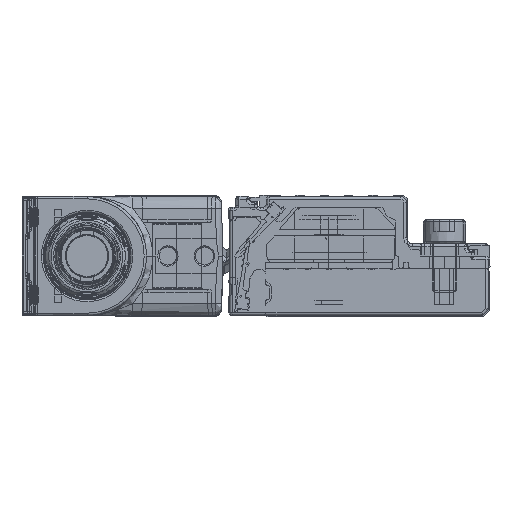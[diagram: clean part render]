
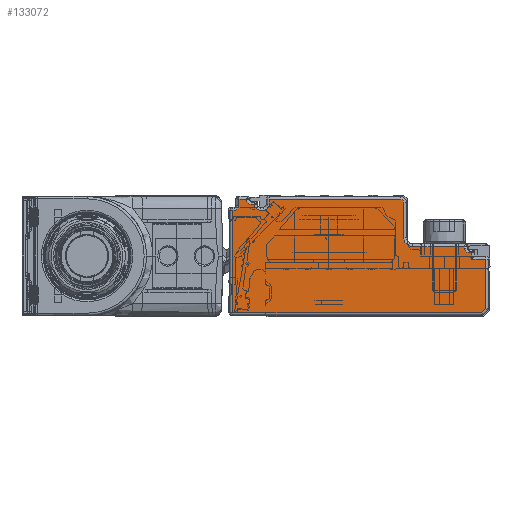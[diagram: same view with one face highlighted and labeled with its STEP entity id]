
A CAD part, left-side view. The second image highlights one B-rep face of the part: STEP entity #133072.
In plain terms, the highlighted planar face has unit normal (-1, 0, 0).
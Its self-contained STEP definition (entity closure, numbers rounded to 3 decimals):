
#132879=AXIS2_PLACEMENT_3D('Circle Axis2P3D',#132877,#132878,$) ;
#132892=AXIS2_PLACEMENT_3D('Plane Axis2P3D',#132889,#132890,#132891) ;
#132912=AXIS2_PLACEMENT_3D('Circle Axis2P3D',#132910,#132911,$) ;
#132931=AXIS2_PLACEMENT_3D('Circle Axis2P3D',#132929,#132930,$) ;
#132952=AXIS2_PLACEMENT_3D('Circle Axis2P3D',#132950,#132951,$) ;
#132966=AXIS2_PLACEMENT_3D('Circle Axis2P3D',#132964,#132965,$) ;
#132980=AXIS2_PLACEMENT_3D('Circle Axis2P3D',#132978,#132979,$) ;
#133001=AXIS2_PLACEMENT_3D('Circle Axis2P3D',#132999,#133000,$) ;
#132525=CARTESIAN_POINT('Vertex',(-2578.,4.2,3.5)) ;
#132532=CARTESIAN_POINT('Vertex',(-2578.,12.7,3.5)) ;
#132535=CARTESIAN_POINT('Line Origine',(-2578.,21.5,3.5)) ;
#132874=CARTESIAN_POINT('Vertex',(-2578.,14.2,5.)) ;
#132877=CARTESIAN_POINT('Axis2P3D Location',(-2578.,12.7,5.)) ;
#132889=CARTESIAN_POINT('Axis2P3D Location',(-2578.,0.2,-7.8)) ;
#132894=CARTESIAN_POINT('Line Origine',(-2578.,3.,2.)) ;
#132898=CARTESIAN_POINT('Vertex',(-2578.,3.,1.5)) ;
#132900=CARTESIAN_POINT('Vertex',(-2578.,3.,2.5)) ;
#132903=CARTESIAN_POINT('Line Origine',(-2578.,3.2,2.5)) ;
#132907=CARTESIAN_POINT('Vertex',(-2578.,3.4,2.5)) ;
#132910=CARTESIAN_POINT('Axis2P3D Location',(-2578.,3.4,3.3)) ;
#132914=CARTESIAN_POINT('Vertex',(-2578.,4.2,3.3)) ;
#132917=CARTESIAN_POINT('Line Origine',(-2578.,4.2,3.4)) ;
#132922=CARTESIAN_POINT('Line Origine',(-2578.,14.2,7.9)) ;
#132926=CARTESIAN_POINT('Vertex',(-2578.,14.2,10.8)) ;
#132929=CARTESIAN_POINT('Axis2P3D Location',(-2578.,14.7,10.8)) ;
#132933=CARTESIAN_POINT('Vertex',(-2578.,14.7,11.3)) ;
#132936=CARTESIAN_POINT('Line Origine',(-2578.,25.5,11.3)) ;
#132940=CARTESIAN_POINT('Vertex',(-2578.,36.3,11.3)) ;
#132943=CARTESIAN_POINT('Line Origine',(-2578.,36.3,10.9)) ;
#132947=CARTESIAN_POINT('Vertex',(-2578.,36.3,10.5)) ;
#132950=CARTESIAN_POINT('Axis2P3D Location',(-2578.,37.3,10.5)) ;
#132954=CARTESIAN_POINT('Vertex',(-2578.,37.3,9.5)) ;
#132957=CARTESIAN_POINT('Line Origine',(-2578.,37.55,9.5)) ;
#132961=CARTESIAN_POINT('Vertex',(-2578.,37.8,9.5)) ;
#132964=CARTESIAN_POINT('Axis2P3D Location',(-2578.,37.8,10.5)) ;
#132968=CARTESIAN_POINT('Vertex',(-2578.,38.8,10.5)) ;
#132971=CARTESIAN_POINT('Line Origine',(-2578.,39.05,10.5)) ;
#132975=CARTESIAN_POINT('Vertex',(-2578.,39.3,10.5)) ;
#132978=CARTESIAN_POINT('Axis2P3D Location',(-2578.,39.3,11.3)) ;
#132982=CARTESIAN_POINT('Vertex',(-2578.,40.1,11.3)) ;
#132985=CARTESIAN_POINT('Line Origine',(-2578.,40.7,11.3)) ;
#132989=CARTESIAN_POINT('Vertex',(-2578.,41.3,11.3)) ;
#132992=CARTESIAN_POINT('Line Origine',(-2578.,41.3,10.8)) ;
#132996=CARTESIAN_POINT('Vertex',(-2578.,41.3,10.3)) ;
#132999=CARTESIAN_POINT('Axis2P3D Location',(-2578.,42.1,10.3)) ;
#133003=CARTESIAN_POINT('Vertex',(-2578.,42.1,9.5)) ;
#133006=CARTESIAN_POINT('Line Origine',(-2578.,42.2,9.5)) ;
#133010=CARTESIAN_POINT('Vertex',(-2578.,42.3,9.5)) ;
#133013=CARTESIAN_POINT('Line Origine',(-2578.,42.3,1.1)) ;
#133017=CARTESIAN_POINT('Vertex',(-2578.,42.3,-7.3)) ;
#133020=CARTESIAN_POINT('Line Origine',(-2578.,21.854,-7.3)) ;
#133024=CARTESIAN_POINT('Vertex',(-2578.,1.407,-7.3)) ;
#133027=CARTESIAN_POINT('Line Origine',(-2578.,1.054,-6.946)) ;
#133031=CARTESIAN_POINT('Vertex',(-2578.,0.7,-6.593)) ;
#133034=CARTESIAN_POINT('Line Origine',(-2578.,0.7,-2.546)) ;
#133038=CARTESIAN_POINT('Vertex',(-2578.,0.7,1.5)) ;
#133041=CARTESIAN_POINT('Line Origine',(-2578.,1.85,1.5)) ;
#132536=DIRECTION('Vector Direction',(0.,-1.,0.)) ;
#132878=DIRECTION('Axis2P3D Direction',(1.,0.,0.)) ;
#132890=DIRECTION('Axis2P3D Direction',(-1.,0.,0.)) ;
#132891=DIRECTION('Axis2P3D XDirection',(0.,0.,1.)) ;
#132895=DIRECTION('Vector Direction',(0.,0.,1.)) ;
#132904=DIRECTION('Vector Direction',(0.,1.,0.)) ;
#132911=DIRECTION('Axis2P3D Direction',(-1.,0.,0.)) ;
#132918=DIRECTION('Vector Direction',(0.,0.,-1.)) ;
#132923=DIRECTION('Vector Direction',(0.,0.,1.)) ;
#132930=DIRECTION('Axis2P3D Direction',(-1.,0.,0.)) ;
#132937=DIRECTION('Vector Direction',(0.,1.,0.)) ;
#132944=DIRECTION('Vector Direction',(0.,0.,-1.)) ;
#132951=DIRECTION('Axis2P3D Direction',(-1.,0.,0.)) ;
#132958=DIRECTION('Vector Direction',(0.,1.,0.)) ;
#132965=DIRECTION('Axis2P3D Direction',(-1.,0.,0.)) ;
#132972=DIRECTION('Vector Direction',(0.,-1.,0.)) ;
#132979=DIRECTION('Axis2P3D Direction',(-1.,0.,0.)) ;
#132986=DIRECTION('Vector Direction',(0.,1.,0.)) ;
#132993=DIRECTION('Vector Direction',(0.,0.,-1.)) ;
#133000=DIRECTION('Axis2P3D Direction',(-1.,0.,0.)) ;
#133007=DIRECTION('Vector Direction',(0.,1.,0.)) ;
#133014=DIRECTION('Vector Direction',(0.,0.,-1.)) ;
#133021=DIRECTION('Vector Direction',(0.,-1.,0.)) ;
#133028=DIRECTION('Vector Direction',(0.,-0.707,0.707)) ;
#133035=DIRECTION('Vector Direction',(0.,0.,1.)) ;
#133042=DIRECTION('Vector Direction',(0.,1.,0.)) ;
#132537=VECTOR('Line Direction',#132536,1.) ;
#132896=VECTOR('Line Direction',#132895,1.) ;
#132905=VECTOR('Line Direction',#132904,1.) ;
#132919=VECTOR('Line Direction',#132918,1.) ;
#132924=VECTOR('Line Direction',#132923,1.) ;
#132938=VECTOR('Line Direction',#132937,1.) ;
#132945=VECTOR('Line Direction',#132944,1.) ;
#132959=VECTOR('Line Direction',#132958,1.) ;
#132973=VECTOR('Line Direction',#132972,1.) ;
#132987=VECTOR('Line Direction',#132986,1.) ;
#132994=VECTOR('Line Direction',#132993,1.) ;
#133008=VECTOR('Line Direction',#133007,1.) ;
#133015=VECTOR('Line Direction',#133014,1.) ;
#133022=VECTOR('Line Direction',#133021,1.) ;
#133029=VECTOR('Line Direction',#133028,1.) ;
#133036=VECTOR('Line Direction',#133035,1.) ;
#133043=VECTOR('Line Direction',#133042,1.) ;
#133047=ORIENTED_EDGE('',*,*,#132902,.T.) ;
#133048=ORIENTED_EDGE('',*,*,#132909,.T.) ;
#133049=ORIENTED_EDGE('',*,*,#132916,.T.) ;
#133050=ORIENTED_EDGE('',*,*,#132921,.T.) ;
#133051=ORIENTED_EDGE('',*,*,#132539,.T.) ;
#133052=ORIENTED_EDGE('',*,*,#132881,.T.) ;
#133053=ORIENTED_EDGE('',*,*,#132928,.T.) ;
#133054=ORIENTED_EDGE('',*,*,#132935,.T.) ;
#133055=ORIENTED_EDGE('',*,*,#132942,.T.) ;
#133056=ORIENTED_EDGE('',*,*,#132949,.T.) ;
#133057=ORIENTED_EDGE('',*,*,#132956,.T.) ;
#133058=ORIENTED_EDGE('',*,*,#132963,.T.) ;
#133059=ORIENTED_EDGE('',*,*,#132970,.T.) ;
#133060=ORIENTED_EDGE('',*,*,#132977,.T.) ;
#133061=ORIENTED_EDGE('',*,*,#132984,.T.) ;
#133062=ORIENTED_EDGE('',*,*,#132991,.T.) ;
#133063=ORIENTED_EDGE('',*,*,#132998,.T.) ;
#133064=ORIENTED_EDGE('',*,*,#133005,.T.) ;
#133065=ORIENTED_EDGE('',*,*,#133012,.T.) ;
#133066=ORIENTED_EDGE('',*,*,#133019,.T.) ;
#133067=ORIENTED_EDGE('',*,*,#133026,.T.) ;
#133068=ORIENTED_EDGE('',*,*,#133033,.T.) ;
#133069=ORIENTED_EDGE('',*,*,#133040,.T.) ;
#133070=ORIENTED_EDGE('',*,*,#133045,.T.) ;
#133072=ADVANCED_FACE('Brep With Voids',(#133071),#132893,.T.) ;
#132880=CIRCLE('generated circle',#132879,1.5) ;
#132913=CIRCLE('generated circle',#132912,0.8) ;
#132932=CIRCLE('generated circle',#132931,0.5) ;
#132953=CIRCLE('generated circle',#132952,1.) ;
#132967=CIRCLE('generated circle',#132966,1.) ;
#132981=CIRCLE('generated circle',#132980,0.8) ;
#133002=CIRCLE('generated circle',#133001,0.8) ;
#132539=EDGE_CURVE('',#132526,#132533,#132538,.F.) ;
#132881=EDGE_CURVE('',#132533,#132875,#132880,.T.) ;
#132902=EDGE_CURVE('',#132899,#132901,#132897,.T.) ;
#132909=EDGE_CURVE('',#132901,#132908,#132906,.T.) ;
#132916=EDGE_CURVE('',#132908,#132915,#132913,.F.) ;
#132921=EDGE_CURVE('',#132915,#132526,#132920,.F.) ;
#132928=EDGE_CURVE('',#132875,#132927,#132925,.T.) ;
#132935=EDGE_CURVE('',#132927,#132934,#132932,.T.) ;
#132942=EDGE_CURVE('',#132934,#132941,#132939,.T.) ;
#132949=EDGE_CURVE('',#132941,#132948,#132946,.T.) ;
#132956=EDGE_CURVE('',#132948,#132955,#132953,.F.) ;
#132963=EDGE_CURVE('',#132955,#132962,#132960,.T.) ;
#132970=EDGE_CURVE('',#132962,#132969,#132967,.F.) ;
#132977=EDGE_CURVE('',#132969,#132976,#132974,.F.) ;
#132984=EDGE_CURVE('',#132976,#132983,#132981,.F.) ;
#132991=EDGE_CURVE('',#132983,#132990,#132988,.T.) ;
#132998=EDGE_CURVE('',#132990,#132997,#132995,.T.) ;
#133005=EDGE_CURVE('',#132997,#133004,#133002,.F.) ;
#133012=EDGE_CURVE('',#133004,#133011,#133009,.T.) ;
#133019=EDGE_CURVE('',#133011,#133018,#133016,.T.) ;
#133026=EDGE_CURVE('',#133018,#133025,#133023,.T.) ;
#133033=EDGE_CURVE('',#133025,#133032,#133030,.T.) ;
#133040=EDGE_CURVE('',#133032,#133039,#133037,.T.) ;
#133045=EDGE_CURVE('',#133039,#132899,#133044,.T.) ;
#133046=EDGE_LOOP('',(#133047,#133048,#133049,#133050,#133051,#133052,#133053,#133054,#133055,#133056,#133057,#133058,#133059,#133060,#133061,#133062,#133063,#133064,#133065,#133066,#133067,#133068,#133069,#133070)) ;
#133071=FACE_OUTER_BOUND('',#133046,.T.) ;
#132538=LINE('Line',#132535,#132537) ;
#132897=LINE('Line',#132894,#132896) ;
#132906=LINE('Line',#132903,#132905) ;
#132920=LINE('Line',#132917,#132919) ;
#132925=LINE('Line',#132922,#132924) ;
#132939=LINE('Line',#132936,#132938) ;
#132946=LINE('Line',#132943,#132945) ;
#132960=LINE('Line',#132957,#132959) ;
#132974=LINE('Line',#132971,#132973) ;
#132988=LINE('Line',#132985,#132987) ;
#132995=LINE('Line',#132992,#132994) ;
#133009=LINE('Line',#133006,#133008) ;
#133016=LINE('Line',#133013,#133015) ;
#133023=LINE('Line',#133020,#133022) ;
#133030=LINE('Line',#133027,#133029) ;
#133037=LINE('Line',#133034,#133036) ;
#133044=LINE('Line',#133041,#133043) ;
#132893=PLANE('',#132892) ;
#132526=VERTEX_POINT('',#132525) ;
#132533=VERTEX_POINT('',#132532) ;
#132875=VERTEX_POINT('',#132874) ;
#132899=VERTEX_POINT('',#132898) ;
#132901=VERTEX_POINT('',#132900) ;
#132908=VERTEX_POINT('',#132907) ;
#132915=VERTEX_POINT('',#132914) ;
#132927=VERTEX_POINT('',#132926) ;
#132934=VERTEX_POINT('',#132933) ;
#132941=VERTEX_POINT('',#132940) ;
#132948=VERTEX_POINT('',#132947) ;
#132955=VERTEX_POINT('',#132954) ;
#132962=VERTEX_POINT('',#132961) ;
#132969=VERTEX_POINT('',#132968) ;
#132976=VERTEX_POINT('',#132975) ;
#132983=VERTEX_POINT('',#132982) ;
#132990=VERTEX_POINT('',#132989) ;
#132997=VERTEX_POINT('',#132996) ;
#133004=VERTEX_POINT('',#133003) ;
#133011=VERTEX_POINT('',#133010) ;
#133018=VERTEX_POINT('',#133017) ;
#133025=VERTEX_POINT('',#133024) ;
#133032=VERTEX_POINT('',#133031) ;
#133039=VERTEX_POINT('',#133038) ;
